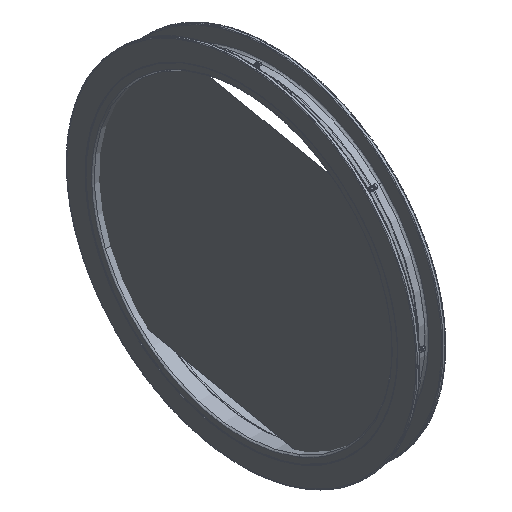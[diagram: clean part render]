
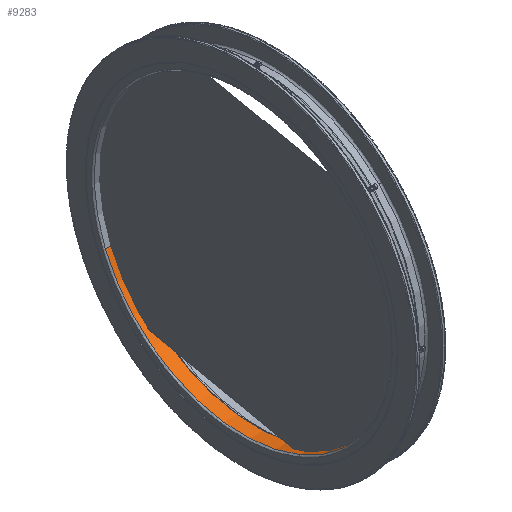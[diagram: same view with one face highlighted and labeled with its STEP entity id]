
A CAD part, isometric view. The second image highlights one B-rep face of the part: STEP entity #9283.
In plain terms, the highlighted cylindrical face has radius 429.5 mm (diameter 859 mm), a partial arc.
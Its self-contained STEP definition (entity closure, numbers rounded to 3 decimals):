
#2376 = CIRCLE ( 'NONE', #2427, 429.5 ) ;
#2424 = DIRECTION ( 'NONE',  ( 0., -1., 0. ) ) ;
#2425 = DIRECTION ( 'NONE',  ( 1., 0., 0. ) ) ;
#2426 = CARTESIAN_POINT ( 'NONE',  ( 5.5, 0., 0. ) ) ;
#2427 = AXIS2_PLACEMENT_3D ( 'NONE', #2426, #2425, #2424 ) ;
#2635 = CARTESIAN_POINT ( 'NONE',  ( 44.5, 0., -429.5 ) ) ;
#2680 = CARTESIAN_POINT ( 'NONE',  ( 48.825, 0., 429.5 ) ) ;
#2681 = LINE ( 'NONE', #2680, #2695 ) ;
#2694 = DIRECTION ( 'NONE',  ( -1., 0., 0. ) ) ;
#2695 = VECTOR ( 'NONE', #2694, 1000. ) ;
#2748 = CARTESIAN_POINT ( 'NONE',  ( 5.5, 0., 429.5 ) ) ;
#2768 = CARTESIAN_POINT ( 'NONE',  ( 44.5, 429.5, 0. ) ) ;
#4426 = CIRCLE ( 'NONE', #4514, 429.5 ) ;
#4471 = CARTESIAN_POINT ( 'NONE',  ( 44.5, 0., 0. ) ) ;
#4512 = DIRECTION ( 'NONE',  ( 0., 0., 1. ) ) ;
#4513 = DIRECTION ( 'NONE',  ( -1., 0., 0. ) ) ;
#4514 = AXIS2_PLACEMENT_3D ( 'NONE', #4471, #4513, #4512 ) ;
#5046 = DIRECTION ( 'NONE',  ( -1., 0., 0. ) ) ;
#5047 = VECTOR ( 'NONE', #5046, 1000. ) ;
#5048 = CARTESIAN_POINT ( 'NONE',  ( 48.825, 0., -429.5 ) ) ;
#5057 = LINE ( 'NONE', #5048, #5047 ) ;
#5203 = AXIS2_PLACEMENT_3D ( 'NONE', #5228, #5216, #5215 ) ;
#5215 = DIRECTION ( 'NONE',  ( 0., 0., 1. ) ) ;
#5216 = DIRECTION ( 'NONE',  ( -1., 0., 0. ) ) ;
#5228 = CARTESIAN_POINT ( 'NONE',  ( 48.825, 0., 0. ) ) ;
#5232 = FACE_OUTER_BOUND ( 'NONE', #9282, .T. ) ;
#5234 = CYLINDRICAL_SURFACE ( 'NONE', #5203, 429.5 ) ;
#5352 = DIRECTION ( 'NONE',  ( -1., 0., 0. ) ) ;
#5366 = CIRCLE ( 'NONE', #5369, 429.5 ) ;
#5368 = DIRECTION ( 'NONE',  ( 0., 0., 1. ) ) ;
#5369 = AXIS2_PLACEMENT_3D ( 'NONE', #5371, #5352, #5368 ) ;
#5371 = CARTESIAN_POINT ( 'NONE',  ( 44.5, 0., 0. ) ) ;
#7702 = CARTESIAN_POINT ( 'NONE',  ( 5.5, 0., -429.5 ) ) ;
#7735 = CARTESIAN_POINT ( 'NONE',  ( 5.5, 429.5, 0. ) ) ;
#9028 = EDGE_CURVE ( 'NONE', #11738, #11739, #2376, .T. ) ;
#9061 = VERTEX_POINT ( 'NONE', #2635 ) ;
#9066 = EDGE_CURVE ( 'NONE', #9211, #9080, #2681, .T. ) ;
#9080 = VERTEX_POINT ( 'NONE', #2748 ) ;
#9085 = VERTEX_POINT ( 'NONE', #2768 ) ;
#9142 = EDGE_CURVE ( 'NONE', #9085, #9061, #4426, .T. ) ;
#9211 = VERTEX_POINT ( 'NONE', #12788 ) ;
#9254 = EDGE_CURVE ( 'NONE', #9061, #11738, #5057, .T. ) ;
#9282 = EDGE_LOOP ( 'NONE', ( #9306, #9299, #9316, #9301, #9313, #9294 ) ) ;
#9283 = ADVANCED_FACE ( 'NONE', ( #5232 ), #5234, .F. ) ;
#9294 = ORIENTED_EDGE ( 'NONE', *, *, #9028, .F. ) ;
#9299 = ORIENTED_EDGE ( 'NONE', *, *, #9142, .F. ) ;
#9301 = ORIENTED_EDGE ( 'NONE', *, *, #9066, .T. ) ;
#9306 = ORIENTED_EDGE ( 'NONE', *, *, #9254, .F. ) ;
#9313 = ORIENTED_EDGE ( 'NONE', *, *, #9315, .F. ) ;
#9315 = EDGE_CURVE ( 'NONE', #11739, #9080, #13167, .T. ) ;
#9316 = ORIENTED_EDGE ( 'NONE', *, *, #9326, .F. ) ;
#9326 = EDGE_CURVE ( 'NONE', #9211, #9085, #5366, .T. ) ;
#11738 = VERTEX_POINT ( 'NONE', #7702 ) ;
#11739 = VERTEX_POINT ( 'NONE', #7735 ) ;
#12788 = CARTESIAN_POINT ( 'NONE',  ( 44.5, 0., 429.5 ) ) ;
#13159 = DIRECTION ( 'NONE',  ( 0., -1., 0. ) ) ;
#13160 = DIRECTION ( 'NONE',  ( 1., 0., 0. ) ) ;
#13167 = CIRCLE ( 'NONE', #13180, 429.5 ) ;
#13173 = CARTESIAN_POINT ( 'NONE',  ( 5.5, 0., 0. ) ) ;
#13180 = AXIS2_PLACEMENT_3D ( 'NONE', #13173, #13160, #13159 ) ;
